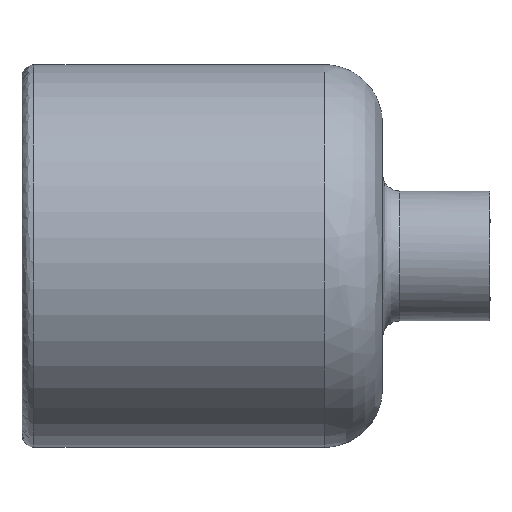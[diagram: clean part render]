
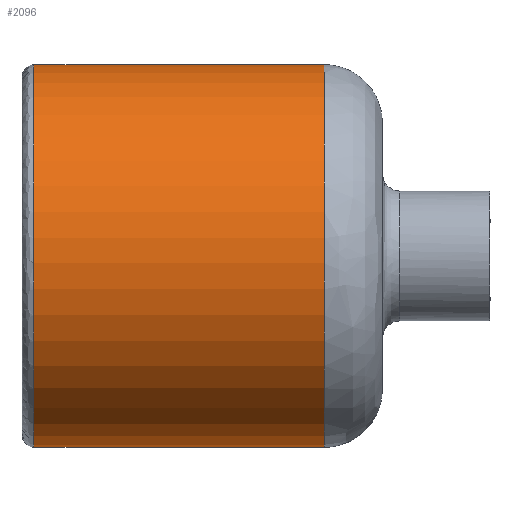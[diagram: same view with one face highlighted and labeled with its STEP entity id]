
A CAD part, front view. The second image highlights one B-rep face of the part: STEP entity #2096.
In plain terms, the highlighted free-form (B-spline) face has degree [2, 1] with [5, 2] control points.
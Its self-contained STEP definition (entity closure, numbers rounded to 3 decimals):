
#394 = VERTEX_POINT('',#395);
#395 = CARTESIAN_POINT('',(214.168,-22.141,
    63.264));
#396 = VERTEX_POINT('',#397);
#397 = CARTESIAN_POINT('',(214.168,-22.141,
    -63.264));
#405 = EDGE_CURVE('',#396,#406,#408,.T.);
#406 = VERTEX_POINT('',#407);
#407 = CARTESIAN_POINT('',(118.142,-22.141,
    -63.264));
#408 = B_SPLINE_CURVE_WITH_KNOTS('',1,(#409,#410),.UNSPECIFIED.,.F.,.F.,
  (2,2),(-83.54,1.46),.PIECEWISE_BEZIER_KNOTS.);
#409 = CARTESIAN_POINT('',(214.168,-22.141,
    -63.264));
#410 = CARTESIAN_POINT('',(118.142,-22.141,
    -63.264));
#413 = VERTEX_POINT('',#414);
#414 = CARTESIAN_POINT('',(118.142,-22.141,
    63.264));
#422 = EDGE_CURVE('',#394,#413,#423,.T.);
#423 = B_SPLINE_CURVE_WITH_KNOTS('',1,(#424,#425),.UNSPECIFIED.,.F.,.F.,
  (2,2),(-83.54,1.46),.PIECEWISE_BEZIER_KNOTS.);
#424 = CARTESIAN_POINT('',(214.168,-22.141,
    63.264));
#425 = CARTESIAN_POINT('',(118.142,-22.141,
    63.264));
#1891 = EDGE_CURVE('',#406,#413,#1892,.T.);
#1892 = ( BOUNDED_CURVE() B_SPLINE_CURVE(2,(#1893,#1894,#1895,#1896,
#1897),.UNSPECIFIED.,.F.,.F.) B_SPLINE_CURVE_WITH_KNOTS((3,2,3),(
    3.142,4.712,6.283),
.PIECEWISE_BEZIER_KNOTS.) CURVE() GEOMETRIC_REPRESENTATION_ITEM() 
RATIONAL_B_SPLINE_CURVE((1.,0.707,1.,0.707,1.)) 
REPRESENTATION_ITEM('') );
#1893 = CARTESIAN_POINT('',(118.142,-22.141,
    -63.264));
#1894 = CARTESIAN_POINT('',(118.142,-85.405,
    -63.264));
#1895 = CARTESIAN_POINT('',(118.142,-85.405,
    0.));
#1896 = CARTESIAN_POINT('',(118.142,-85.405,
    63.264));
#1897 = CARTESIAN_POINT('',(118.142,-22.141,
    63.264));
#2073 = EDGE_CURVE('',#396,#394,#2074,.T.);
#2074 = ( BOUNDED_CURVE() B_SPLINE_CURVE(2,(#2075,#2076,#2077,#2078,
#2079),.UNSPECIFIED.,.F.,.F.) B_SPLINE_CURVE_WITH_KNOTS((3,2,3),(
    3.142,4.712,6.283),
.PIECEWISE_BEZIER_KNOTS.) CURVE() GEOMETRIC_REPRESENTATION_ITEM() 
RATIONAL_B_SPLINE_CURVE((1.,0.707,1.,0.707,1.)) 
REPRESENTATION_ITEM('') );
#2075 = CARTESIAN_POINT('',(214.168,-22.141,
    -63.264));
#2076 = CARTESIAN_POINT('',(214.168,-85.405,
    -63.264));
#2077 = CARTESIAN_POINT('',(214.168,-85.405,
    0.));
#2078 = CARTESIAN_POINT('',(214.168,-85.405,
    63.264));
#2079 = CARTESIAN_POINT('',(214.168,-22.141,
    63.264));
#2096 = ADVANCED_FACE('',(#2097),#2103,.T.);
#2097 = FACE_BOUND('',#2098,.T.);
#2098 = EDGE_LOOP('',(#2099,#2100,#2101,#2102));
#2099 = ORIENTED_EDGE('',*,*,#405,.F.);
#2100 = ORIENTED_EDGE('',*,*,#2073,.T.);
#2101 = ORIENTED_EDGE('',*,*,#422,.T.);
#2102 = ORIENTED_EDGE('',*,*,#1891,.F.);
#2103 = ( BOUNDED_SURFACE() B_SPLINE_SURFACE(2,1,(
    (#2104,#2105)
    ,(#2106,#2107)
    ,(#2108,#2109)
    ,(#2110,#2111)
    ,(#2112,#2113
)),.UNSPECIFIED.,.F.,.F.,.F.) B_SPLINE_SURFACE_WITH_KNOTS((3,2,3),(2,2),
  (3.142,4.712,6.283),(-83.54,
    1.46),.PIECEWISE_BEZIER_KNOTS.) 
GEOMETRIC_REPRESENTATION_ITEM() RATIONAL_B_SPLINE_SURFACE((
    (1.,1.)
    ,(0.707,0.707)
    ,(1.,1.)
    ,(0.707,0.707)
,(1.,1.))) REPRESENTATION_ITEM('') SURFACE() );
#2104 = CARTESIAN_POINT('',(214.168,-22.141,
    -63.264));
#2105 = CARTESIAN_POINT('',(118.142,-22.141,
    -63.264));
#2106 = CARTESIAN_POINT('',(214.168,-85.405,
    -63.264));
#2107 = CARTESIAN_POINT('',(118.142,-85.405,
    -63.264));
#2108 = CARTESIAN_POINT('',(214.168,-85.405,
    0.));
#2109 = CARTESIAN_POINT('',(118.142,-85.405,
    0.));
#2110 = CARTESIAN_POINT('',(214.168,-85.405,
    63.264));
#2111 = CARTESIAN_POINT('',(118.142,-85.405,
    63.264));
#2112 = CARTESIAN_POINT('',(214.168,-22.141,
    63.264));
#2113 = CARTESIAN_POINT('',(118.142,-22.141,
    63.264));
